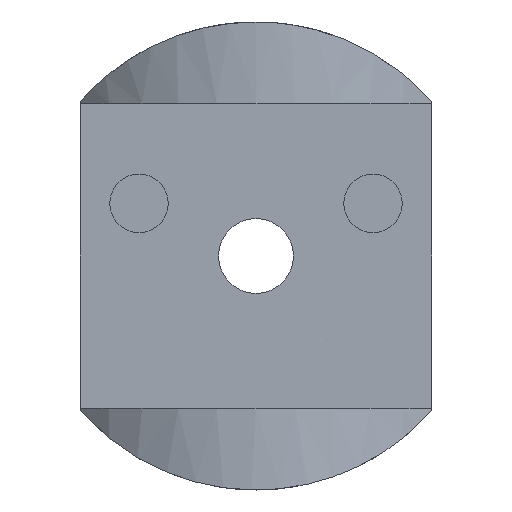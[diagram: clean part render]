
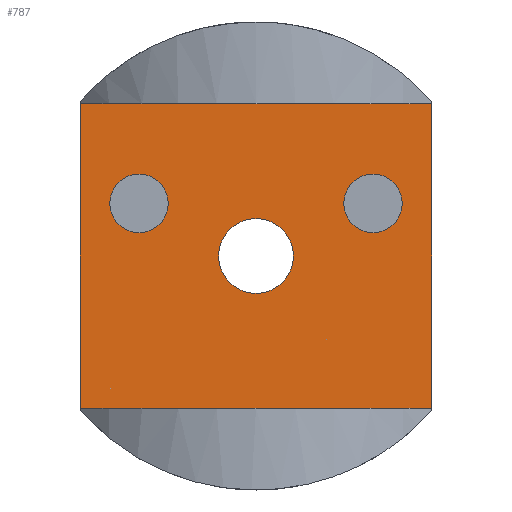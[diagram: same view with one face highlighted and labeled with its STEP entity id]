
A CAD part, front view. The second image highlights one B-rep face of the part: STEP entity #787.
In plain terms, the highlighted planar face has unit normal (0, -1, 0).
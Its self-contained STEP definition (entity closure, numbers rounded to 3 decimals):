
#8 = DIRECTION ( 'NONE',  ( 0., 0., -1. ) ) ;
#18 = ORIENTED_EDGE ( 'NONE', *, *, #297, .F. ) ;
#23 = VERTEX_POINT ( 'NONE', #342 ) ;
#61 = AXIS2_PLACEMENT_3D ( 'NONE', #595, #1689, #223 ) ;
#68 = AXIS2_PLACEMENT_3D ( 'NONE', #1249, #1381, #1129 ) ;
#73 = VERTEX_POINT ( 'NONE', #373 ) ;
#84 = CARTESIAN_POINT ( 'NONE',  ( -20., 27.5, 13. ) ) ;
#128 = AXIS2_PLACEMENT_3D ( 'NONE', #1268, #435, #8 ) ;
#197 = LINE ( 'NONE', #1554, #620 ) ;
#203 = VERTEX_POINT ( 'NONE', #409 ) ;
#223 = DIRECTION ( 'NONE',  ( 0., 0., -1. ) ) ;
#244 = ORIENTED_EDGE ( 'NONE', *, *, #505, .F. ) ;
#247 = FACE_OUTER_BOUND ( 'NONE', #1307, .T. ) ;
#251 = AXIS2_PLACEMENT_3D ( 'NONE', #1638, #525, #1072 ) ;
#257 = CARTESIAN_POINT ( 'NONE',  ( -15., 27.5, 13. ) ) ;
#267 = CARTESIAN_POINT ( 'NONE',  ( -10., 27.5, 2. ) ) ;
#297 = EDGE_CURVE ( 'NONE', #410, #73, #1218, .T. ) ;
#303 = CARTESIAN_POINT ( 'NONE',  ( 15., 27.5, -13. ) ) ;
#310 = EDGE_CURVE ( 'NONE', #948, #23, #562, .T. ) ;
#328 = DIRECTION ( 'NONE',  ( 1., 0., 0. ) ) ;
#336 = DIRECTION ( 'NONE',  ( 0., 0., 1. ) ) ;
#342 = CARTESIAN_POINT ( 'NONE',  ( 10., 27.5, 2. ) ) ;
#373 = CARTESIAN_POINT ( 'NONE',  ( -10., 27.5, 7. ) ) ;
#409 = CARTESIAN_POINT ( 'NONE',  ( 15., 27.5, 13. ) ) ;
#410 = VERTEX_POINT ( 'NONE', #267 ) ;
#424 = CIRCLE ( 'NONE', #68, 3.2 ) ;
#435 = DIRECTION ( 'NONE',  ( 0., -1., 0. ) ) ;
#439 = ORIENTED_EDGE ( 'NONE', *, *, #1569, .T. ) ;
#446 = DIRECTION ( 'NONE',  ( 0., 0., -1. ) ) ;
#468 = ORIENTED_EDGE ( 'NONE', *, *, #1302, .T. ) ;
#475 = CARTESIAN_POINT ( 'NONE',  ( 10., 27.5, 4.5 ) ) ;
#505 = EDGE_CURVE ( 'NONE', #73, #410, #1279, .T. ) ;
#525 = DIRECTION ( 'NONE',  ( 0., 1., 0. ) ) ;
#562 = CIRCLE ( 'NONE', #789, 2.5 ) ;
#565 = LINE ( 'NONE', #1643, #1005 ) ;
#582 = DIRECTION ( 'NONE',  ( 0., 1., 0. ) ) ;
#595 = CARTESIAN_POINT ( 'NONE',  ( -10., 27.5, 4.5 ) ) ;
#603 = ORIENTED_EDGE ( 'NONE', *, *, #1144, .F. ) ;
#607 = ORIENTED_EDGE ( 'NONE', *, *, #1631, .T. ) ;
#620 = VECTOR ( 'NONE', #336, 1000. ) ;
#641 = FACE_BOUND ( 'NONE', #1402, .T. ) ;
#649 = VECTOR ( 'NONE', #784, 1000. ) ;
#749 = LINE ( 'NONE', #1424, #1452 ) ;
#768 = EDGE_CURVE ( 'NONE', #1223, #1267, #1762, .T. ) ;
#784 = DIRECTION ( 'NONE',  ( 0., 0., -1. ) ) ;
#787 = ADVANCED_FACE ( 'NONE', ( #1341, #1457, #641, #247 ), #796, .F. ) ;
#789 = AXIS2_PLACEMENT_3D ( 'NONE', #475, #1425, #446 ) ;
#796 = PLANE ( 'NONE',  #937 ) ;
#826 = CARTESIAN_POINT ( 'NONE',  ( 0., 27.5, 3.2 ) ) ;
#852 = ORIENTED_EDGE ( 'NONE', *, *, #310, .T. ) ;
#930 = EDGE_CURVE ( 'NONE', #1186, #1680, #424, .T. ) ;
#937 = AXIS2_PLACEMENT_3D ( 'NONE', #84, #1348, #1612 ) ;
#938 = VERTEX_POINT ( 'NONE', #303 ) ;
#939 = AXIS2_PLACEMENT_3D ( 'NONE', #1516, #582, #990 ) ;
#948 = VERTEX_POINT ( 'NONE', #1224 ) ;
#990 = DIRECTION ( 'NONE',  ( 0., 0., -1. ) ) ;
#1005 = VECTOR ( 'NONE', #1671, 1000. ) ;
#1072 = DIRECTION ( 'NONE',  ( 0., 0., 1. ) ) ;
#1093 = EDGE_LOOP ( 'NONE', ( #1576, #468 ) ) ;
#1129 = DIRECTION ( 'NONE',  ( 0., 0., 1. ) ) ;
#1144 = EDGE_CURVE ( 'NONE', #1223, #203, #565, .T. ) ;
#1186 = VERTEX_POINT ( 'NONE', #826 ) ;
#1218 = CIRCLE ( 'NONE', #61, 2.5 ) ;
#1223 = VERTEX_POINT ( 'NONE', #1636 ) ;
#1224 = CARTESIAN_POINT ( 'NONE',  ( 10., 27.5, 7. ) ) ;
#1249 = CARTESIAN_POINT ( 'NONE',  ( 0., 27.5, 0. ) ) ;
#1267 = VERTEX_POINT ( 'NONE', #1632 ) ;
#1268 = CARTESIAN_POINT ( 'NONE',  ( -10., 27.5, 4.5 ) ) ;
#1279 = CIRCLE ( 'NONE', #128, 2.5 ) ;
#1302 = EDGE_CURVE ( 'NONE', #1680, #1186, #1363, .T. ) ;
#1307 = EDGE_LOOP ( 'NONE', ( #603, #1760, #439, #607 ) ) ;
#1341 = FACE_BOUND ( 'NONE', #1497, .T. ) ;
#1348 = DIRECTION ( 'NONE',  ( 0., 1., 0. ) ) ;
#1363 = CIRCLE ( 'NONE', #251, 3.2 ) ;
#1381 = DIRECTION ( 'NONE',  ( 0., 1., 0. ) ) ;
#1402 = EDGE_LOOP ( 'NONE', ( #18, #244 ) ) ;
#1424 = CARTESIAN_POINT ( 'NONE',  ( -20., 27.5, -13. ) ) ;
#1425 = DIRECTION ( 'NONE',  ( 0., 1., 0. ) ) ;
#1452 = VECTOR ( 'NONE', #328, 1000. ) ;
#1457 = FACE_BOUND ( 'NONE', #1093, .T. ) ;
#1471 = ORIENTED_EDGE ( 'NONE', *, *, #1486, .T. ) ;
#1474 = CARTESIAN_POINT ( 'NONE',  ( 0., 27.5, -3.2 ) ) ;
#1486 = EDGE_CURVE ( 'NONE', #23, #948, #1717, .T. ) ;
#1497 = EDGE_LOOP ( 'NONE', ( #1471, #852 ) ) ;
#1516 = CARTESIAN_POINT ( 'NONE',  ( 10., 27.5, 4.5 ) ) ;
#1554 = CARTESIAN_POINT ( 'NONE',  ( 15., 27.5, 13. ) ) ;
#1569 = EDGE_CURVE ( 'NONE', #1267, #938, #749, .T. ) ;
#1576 = ORIENTED_EDGE ( 'NONE', *, *, #930, .T. ) ;
#1612 = DIRECTION ( 'NONE',  ( 0., 0., 1. ) ) ;
#1631 = EDGE_CURVE ( 'NONE', #938, #203, #197, .T. ) ;
#1632 = CARTESIAN_POINT ( 'NONE',  ( -15., 27.5, -13. ) ) ;
#1636 = CARTESIAN_POINT ( 'NONE',  ( -15., 27.5, 13. ) ) ;
#1638 = CARTESIAN_POINT ( 'NONE',  ( 0., 27.5, 0. ) ) ;
#1643 = CARTESIAN_POINT ( 'NONE',  ( -20., 27.5, 13. ) ) ;
#1671 = DIRECTION ( 'NONE',  ( 1., 0., 0. ) ) ;
#1680 = VERTEX_POINT ( 'NONE', #1474 ) ;
#1689 = DIRECTION ( 'NONE',  ( 0., -1., 0. ) ) ;
#1717 = CIRCLE ( 'NONE', #939, 2.5 ) ;
#1760 = ORIENTED_EDGE ( 'NONE', *, *, #768, .T. ) ;
#1762 = LINE ( 'NONE', #257, #649 ) ;
